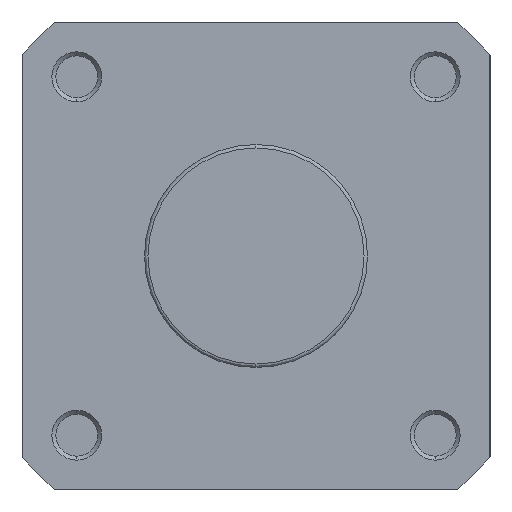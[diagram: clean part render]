
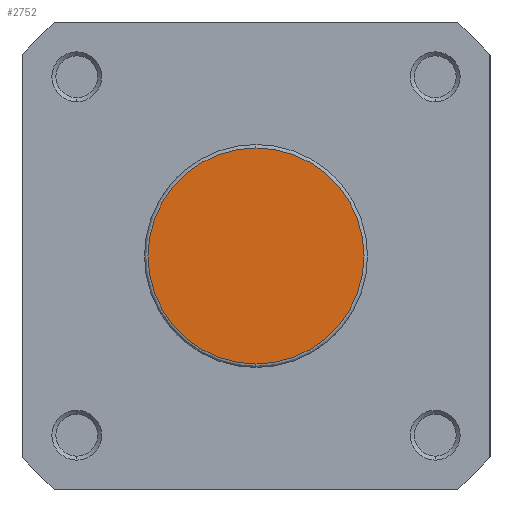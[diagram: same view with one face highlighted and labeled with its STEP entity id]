
A CAD part, left-side view. The second image highlights one B-rep face of the part: STEP entity #2752.
In plain terms, the highlighted planar face has unit normal (-1, 0, 0).
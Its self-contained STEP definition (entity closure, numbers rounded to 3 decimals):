
#132 = EDGE_LOOP ( 'NONE', ( #230, #231 ) ) ;
#230 = ORIENTED_EDGE ( 'NONE', *, *, #3209, .T. ) ;
#231 = ORIENTED_EDGE ( 'NONE', *, *, #3150, .T. ) ;
#1599 = VERTEX_POINT ( 'NONE', #1902 ) ;
#1600 = VERTEX_POINT ( 'NONE', #1903 ) ;
#1902 = CARTESIAN_POINT ( 'NONE',  ( 0., 0., 21.7 ) ) ;
#1903 = CARTESIAN_POINT ( 'NONE',  ( 0., 0., -21.7 ) ) ;
#2526 = CARTESIAN_POINT ( 'NONE',  ( 0., 22.4, 0. ) ) ;
#2527 = PLANE ( 'NONE',  #6174 ) ;
#2528 = DIRECTION ( 'NONE',  ( 1., 0., 0. ) ) ;
#2529 = DIRECTION ( 'NONE',  ( 0., 0., -1. ) ) ;
#2752 = ADVANCED_FACE ( 'NONE', ( #3533 ), #2527, .F. ) ;
#3150 = EDGE_CURVE ( 'NONE', #1599, #1600, #5843, .T. ) ;
#3209 = EDGE_CURVE ( 'NONE', #1600, #1599, #5927, .T. ) ;
#3533 = FACE_OUTER_BOUND ( 'NONE', #132, .T. ) ;
#3776 = AXIS2_PLACEMENT_3D ( 'NONE', #5066, #5067, #5068 ) ;
#3807 = AXIS2_PLACEMENT_3D ( 'NONE', #5209, #5216, #5217 ) ;
#5066 = CARTESIAN_POINT ( 'NONE',  ( 0., 0., 0. ) ) ;
#5067 = DIRECTION ( 'NONE',  ( -1., 0., 0. ) ) ;
#5068 = DIRECTION ( 'NONE',  ( 0., 0., -1. ) ) ;
#5209 = CARTESIAN_POINT ( 'NONE',  ( 0., 0., 0. ) ) ;
#5216 = DIRECTION ( 'NONE',  ( -1., 0., 0. ) ) ;
#5217 = DIRECTION ( 'NONE',  ( 0., 0., -1. ) ) ;
#5843 = CIRCLE ( 'NONE', #3776, 21.7 ) ;
#5927 = CIRCLE ( 'NONE', #3807, 21.7 ) ;
#6174 = AXIS2_PLACEMENT_3D ( 'NONE', #2526, #2528, #2529 ) ;
